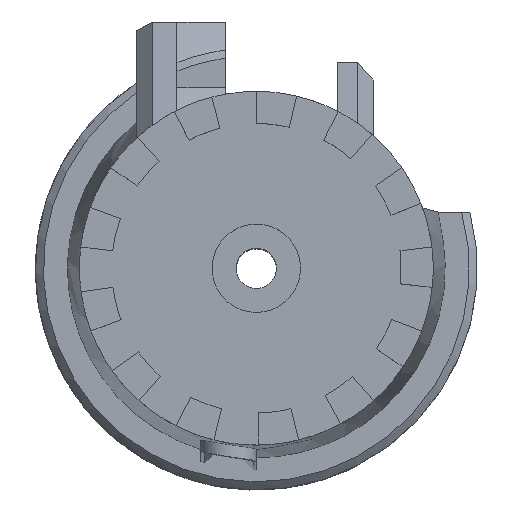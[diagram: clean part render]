
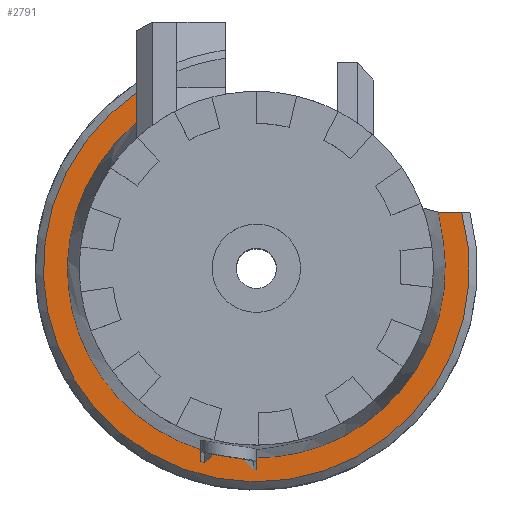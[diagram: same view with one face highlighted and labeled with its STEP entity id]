
A CAD part, top view. The second image highlights one B-rep face of the part: STEP entity #2791.
In plain terms, the highlighted planar face has unit normal (0, 0, 1).
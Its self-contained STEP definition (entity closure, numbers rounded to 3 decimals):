
#54=PLANE('',#2977);
#183=FACE_OUTER_BOUND('',#326,.T.);
#326=EDGE_LOOP('',(#1990,#1991,#1992,#1993,#1994,#1995,#1996,#1997,#1998,
#1999,#2000,#2001,#2002,#2003));
#524=LINE('',#4053,#808);
#525=LINE('',#4057,#809);
#526=LINE('',#4070,#810);
#527=LINE('',#4084,#811);
#528=LINE('',#4091,#812);
#529=LINE('',#4106,#813);
#808=VECTOR('',#3274,10.);
#809=VECTOR('',#3277,10.);
#810=VECTOR('',#3278,10.);
#811=VECTOR('',#3279,10.);
#812=VECTOR('',#3280,10.);
#813=VECTOR('',#3281,10.);
#1077=CIRCLE('',#2978,26.5);
#1134=B_SPLINE_CURVE_WITH_KNOTS('',3,(#4059,#4060,#4061,#4062,#4063,#4064,
#4065,#4066,#4067,#4068),.UNSPECIFIED.,.F.,.F.,(4,2,1,1,1,1,4),(-1.,-0.97,
-0.873,-0.776,-0.679,-0.582,
-0.567),.UNSPECIFIED.);
#1135=B_SPLINE_CURVE_WITH_KNOTS('',3,(#4072,#4073,#4074,#4075),
 .UNSPECIFIED.,.F.,.F.,(4,4),(-0.567,-0.563),
 .UNSPECIFIED.);
#1136=B_SPLINE_CURVE_WITH_KNOTS('',3,(#4077,#4078,#4079,#4080,#4081,#4082),
 .UNSPECIFIED.,.F.,.F.,(4,2,4),(0.,0.072,0.144),
 .UNSPECIFIED.);
#1137=B_SPLINE_CURVE_WITH_KNOTS('',3,(#4086,#4087,#4088,#4089),
 .UNSPECIFIED.,.F.,.F.,(4,4),(-0.554,-0.513),
 .UNSPECIFIED.);
#1138=B_SPLINE_CURVE_WITH_KNOTS('',3,(#4093,#4094,#4095,#4096,#4097,#4098,
#4099),.UNSPECIFIED.,.F.,.F.,(4,3,4),(0.,0.061,0.122),
 .UNSPECIFIED.);
#1139=B_SPLINE_CURVE_WITH_KNOTS('',3,(#4101,#4102,#4103,#4104),
 .UNSPECIFIED.,.F.,.F.,(4,4),(-0.503,-0.498),
 .UNSPECIFIED.);
#1140=B_SPLINE_CURVE_WITH_KNOTS('',3,(#4107,#4108,#4109,#4110,#4111,#4112,
#4113,#4114,#4115,#4116),.UNSPECIFIED.,.F.,.F.,(4,1,1,1,1,1,1,4),(-0.498,
-0.453,-0.388,-0.356,-0.323,
-0.194,-0.097,0.),.UNSPECIFIED.);
#1263=VERTEX_POINT('',#4051);
#1264=VERTEX_POINT('',#4052);
#1265=VERTEX_POINT('',#4054);
#1266=VERTEX_POINT('',#4056);
#1267=VERTEX_POINT('',#4058);
#1268=VERTEX_POINT('',#4069);
#1269=VERTEX_POINT('',#4071);
#1270=VERTEX_POINT('',#4076);
#1271=VERTEX_POINT('',#4083);
#1272=VERTEX_POINT('',#4085);
#1273=VERTEX_POINT('',#4090);
#1274=VERTEX_POINT('',#4092);
#1275=VERTEX_POINT('',#4100);
#1276=VERTEX_POINT('',#4105);
#1552=EDGE_CURVE('',#1263,#1264,#524,.T.);
#1553=EDGE_CURVE('',#1265,#1263,#1077,.T.);
#1554=EDGE_CURVE('',#1265,#1266,#525,.T.);
#1555=EDGE_CURVE('',#1266,#1267,#1134,.T.);
#1556=EDGE_CURVE('',#1267,#1268,#526,.T.);
#1557=EDGE_CURVE('',#1268,#1269,#1135,.T.);
#1558=EDGE_CURVE('',#1270,#1269,#1136,.F.);
#1559=EDGE_CURVE('',#1270,#1271,#527,.T.);
#1560=EDGE_CURVE('',#1271,#1272,#1137,.T.);
#1561=EDGE_CURVE('',#1272,#1273,#528,.T.);
#1562=EDGE_CURVE('',#1274,#1273,#1138,.F.);
#1563=EDGE_CURVE('',#1274,#1275,#1139,.T.);
#1564=EDGE_CURVE('',#1275,#1276,#529,.T.);
#1565=EDGE_CURVE('',#1276,#1264,#1140,.T.);
#1990=ORIENTED_EDGE('',*,*,#1552,.F.);
#1991=ORIENTED_EDGE('',*,*,#1553,.F.);
#1992=ORIENTED_EDGE('',*,*,#1554,.T.);
#1993=ORIENTED_EDGE('',*,*,#1555,.T.);
#1994=ORIENTED_EDGE('',*,*,#1556,.T.);
#1995=ORIENTED_EDGE('',*,*,#1557,.T.);
#1996=ORIENTED_EDGE('',*,*,#1558,.F.);
#1997=ORIENTED_EDGE('',*,*,#1559,.T.);
#1998=ORIENTED_EDGE('',*,*,#1560,.T.);
#1999=ORIENTED_EDGE('',*,*,#1561,.T.);
#2000=ORIENTED_EDGE('',*,*,#1562,.F.);
#2001=ORIENTED_EDGE('',*,*,#1563,.T.);
#2002=ORIENTED_EDGE('',*,*,#1564,.T.);
#2003=ORIENTED_EDGE('',*,*,#1565,.T.);
#2791=ADVANCED_FACE('',(#183),#54,.T.);
#2977=AXIS2_PLACEMENT_3D('',#4050,#3272,#3273);
#2978=AXIS2_PLACEMENT_3D('',#4055,#3275,#3276);
#3272=DIRECTION('center_axis',(0.,0.,1.));
#3273=DIRECTION('ref_axis',(1.,0.,0.));
#3274=DIRECTION('',(0.,-1.,0.));
#3275=DIRECTION('center_axis',(0.,0.,-1.));
#3276=DIRECTION('ref_axis',(-1.,0.,0.));
#3277=DIRECTION('',(-1.,0.,0.));
#3278=DIRECTION('',(0.,-1.,0.));
#3279=DIRECTION('',(0.,1.,0.));
#3280=DIRECTION('',(0.,-1.,0.));
#3281=DIRECTION('',(0.,1.,0.));
#4050=CARTESIAN_POINT('Origin',(-96.124,-107.187,35.));
#4051=CARTESIAN_POINT('',(-111.,-85.119,35.));
#4052=CARTESIAN_POINT('',(-111.,-88.858,35.));
#4053=CARTESIAN_POINT('',(-111.,-103.594,35.));
#4054=CARTESIAN_POINT('',(-70.579,-100.,35.));
#4055=CARTESIAN_POINT('Origin',(-96.124,-107.05,35.));
#4056=CARTESIAN_POINT('',(-73.501,-100.,35.));
#4057=CARTESIAN_POINT('',(-82.834,-100.,35.));
#4058=CARTESIAN_POINT('',(-96.124,-130.55,35.));
#4059=CARTESIAN_POINT('Ctrl Pts',(-73.501,-100.,35.));
#4060=CARTESIAN_POINT('Ctrl Pts',(-73.326,-101.,35.));
#4061=CARTESIAN_POINT('Ctrl Pts',(-73.151,-102.,35.));
#4062=CARTESIAN_POINT('Ctrl Pts',(-72.409,-106.241,35.));
#4063=CARTESIAN_POINT('Ctrl Pts',(-72.655,-112.961,35.));
#4064=CARTESIAN_POINT('Ctrl Pts',(-77.106,-122.022,35.));
#4065=CARTESIAN_POINT('Ctrl Pts',(-84.862,-128.467,35.));
#4066=CARTESIAN_POINT('Ctrl Pts',(-91.835,-130.436,35.));
#4067=CARTESIAN_POINT('Ctrl Pts',(-95.624,-130.552,35.));
#4068=CARTESIAN_POINT('Ctrl Pts',(-96.124,-130.552,35.));
#4069=CARTESIAN_POINT('',(-96.124,-132.05,35.));
#4070=CARTESIAN_POINT('',(-96.124,-118.869,35.));
#4071=CARTESIAN_POINT('',(-96.525,-132.047,35.));
#4072=CARTESIAN_POINT('Ctrl Pts',(-96.124,-132.05,35.));
#4073=CARTESIAN_POINT('Ctrl Pts',(-96.258,-132.05,35.));
#4074=CARTESIAN_POINT('Ctrl Pts',(-96.391,-132.049,35.));
#4075=CARTESIAN_POINT('Ctrl Pts',(-96.525,-132.047,35.));
#4076=CARTESIAN_POINT('',(-97.524,-131.003,35.));
#4077=CARTESIAN_POINT('Ctrl Pts',(-96.525,-132.047,35.));
#4078=CARTESIAN_POINT('Ctrl Pts',(-96.692,-131.873,35.));
#4079=CARTESIAN_POINT('Ctrl Pts',(-96.858,-131.699,35.));
#4080=CARTESIAN_POINT('Ctrl Pts',(-97.191,-131.351,35.));
#4081=CARTESIAN_POINT('Ctrl Pts',(-97.358,-131.177,35.));
#4082=CARTESIAN_POINT('Ctrl Pts',(-97.524,-131.003,35.));
#4083=CARTESIAN_POINT('',(-97.524,-130.508,35.));
#4084=CARTESIAN_POINT('',(-97.524,-118.34,35.));
#4085=CARTESIAN_POINT('',(-101.641,-129.893,35.));
#4086=CARTESIAN_POINT('Ctrl Pts',(-97.524,-130.508,35.));
#4087=CARTESIAN_POINT('Ctrl Pts',(-98.911,-130.425,35.));
#4088=CARTESIAN_POINT('Ctrl Pts',(-100.291,-130.219,35.));
#4089=CARTESIAN_POINT('Ctrl Pts',(-101.641,-129.893,35.));
#4090=CARTESIAN_POINT('',(-101.641,-130.388,35.));
#4091=CARTESIAN_POINT('',(-101.641,-118.54,35.));
#4092=CARTESIAN_POINT('',(-102.608,-131.138,35.));
#4093=CARTESIAN_POINT('Ctrl Pts',(-101.641,-130.388,35.));
#4094=CARTESIAN_POINT('Ctrl Pts',(-101.802,-130.513,35.));
#4095=CARTESIAN_POINT('Ctrl Pts',(-101.964,-130.638,35.));
#4096=CARTESIAN_POINT('Ctrl Pts',(-102.125,-130.763,35.));
#4097=CARTESIAN_POINT('Ctrl Pts',(-102.286,-130.888,35.));
#4098=CARTESIAN_POINT('Ctrl Pts',(-102.447,-131.013,35.));
#4099=CARTESIAN_POINT('Ctrl Pts',(-102.608,-131.138,35.));
#4100=CARTESIAN_POINT('',(-103.041,-131.009,35.));
#4101=CARTESIAN_POINT('Ctrl Pts',(-102.608,-131.137,35.));
#4102=CARTESIAN_POINT('Ctrl Pts',(-102.753,-131.096,35.));
#4103=CARTESIAN_POINT('Ctrl Pts',(-102.897,-131.053,35.));
#4104=CARTESIAN_POINT('Ctrl Pts',(-103.041,-131.009,35.));
#4105=CARTESIAN_POINT('',(-103.041,-129.509,35.));
#4106=CARTESIAN_POINT('',(-103.041,-117.816,35.));
#4107=CARTESIAN_POINT('Ctrl Pts',(-103.04,-129.506,35.));
#4108=CARTESIAN_POINT('Ctrl Pts',(-104.518,-129.053,35.));
#4109=CARTESIAN_POINT('Ctrl Pts',(-107.986,-127.608,35.));
#4110=CARTESIAN_POINT('Ctrl Pts',(-111.912,-124.697,35.));
#4111=CARTESIAN_POINT('Ctrl Pts',(-114.825,-121.407,35.));
#4112=CARTESIAN_POINT('Ctrl Pts',(-118.477,-115.909,35.));
#4113=CARTESIAN_POINT('Ctrl Pts',(-120.596,-107.043,35.));
#4114=CARTESIAN_POINT('Ctrl Pts',(-117.746,-96.188,35.));
#4115=CARTESIAN_POINT('Ctrl Pts',(-113.547,-90.94,35.));
#4116=CARTESIAN_POINT('Ctrl Pts',(-111.,-88.858,35.));
